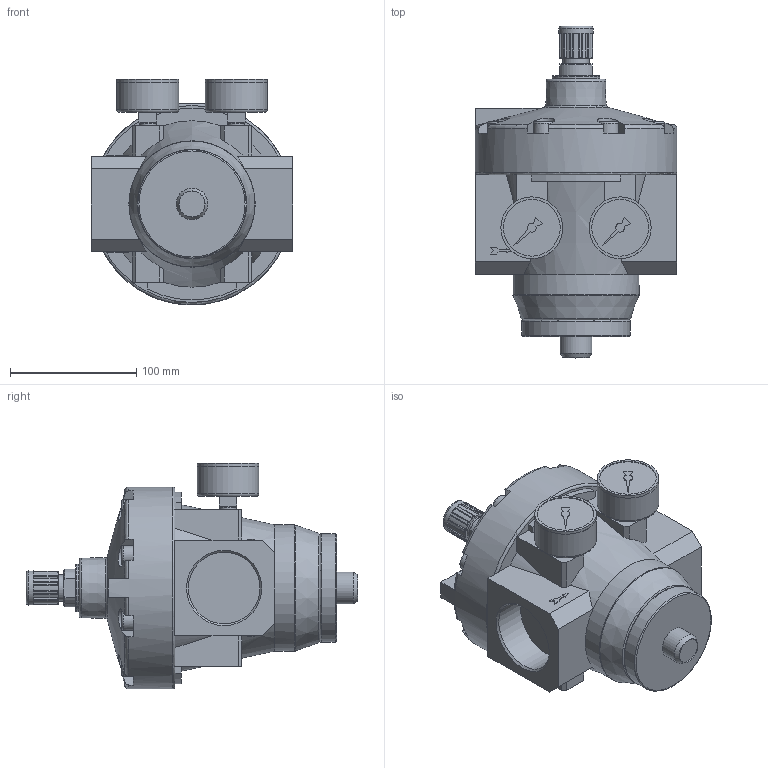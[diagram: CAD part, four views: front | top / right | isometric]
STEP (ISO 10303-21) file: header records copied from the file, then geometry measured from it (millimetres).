
FILE_DESCRIPTION(/* description */ (''),/* implementation_level */ '2;1');
FILE_NAME(/* name */ 'drp_88.stp',/* time_stamp */ '2019-07-18T09:45:03+02:00',/* author */ ('leitheußer'),/* organization */ (''),/* preprocessor_version */ 'ST-DEVELOPER v15.6',/* originating_system */ 'Autodesk Inventor LT ',/* authorisation */ '');
FILE_SCHEMA (('AUTOMOTIVE_DESIGN { 1 0 10303 214 3 1 1 }'));
Length unit declared in the file: millimetre
Products named in the file (1): DRP.88 G--9.1588.00.202.0V
Bounding box: 160 x 263 x 179 mm (x, y, z)
Volume: 2524678 mm3; surface area: 158866.8 mm2
Topology: 3 solids, 3 shells, 388 faces, 993 edges, 656 vertices
Faces by surface type: plane 250, cylinder 84, torus 29, cone 25
Full cylindrical faces by diameter (mm): 11.445 x2, 13.157 x2, 16 x8, 20.3 x1, 21 x1, 25 x1, 27 x1, 37.5 x1, 45 x2, 48.96 x2, 49 x4, 56.656 x2, 86 x1, 100 x1, 160 x1
Entity records: 11769 total; most frequent: CARTESIAN_POINT 2827, DIRECTION 1826, ORIENTED_EDGE 1774, EDGE_CURVE 887, AXIS2_PLACEMENT_3D 646, VERTEX_POINT 617, LINE 534, VECTOR 534
